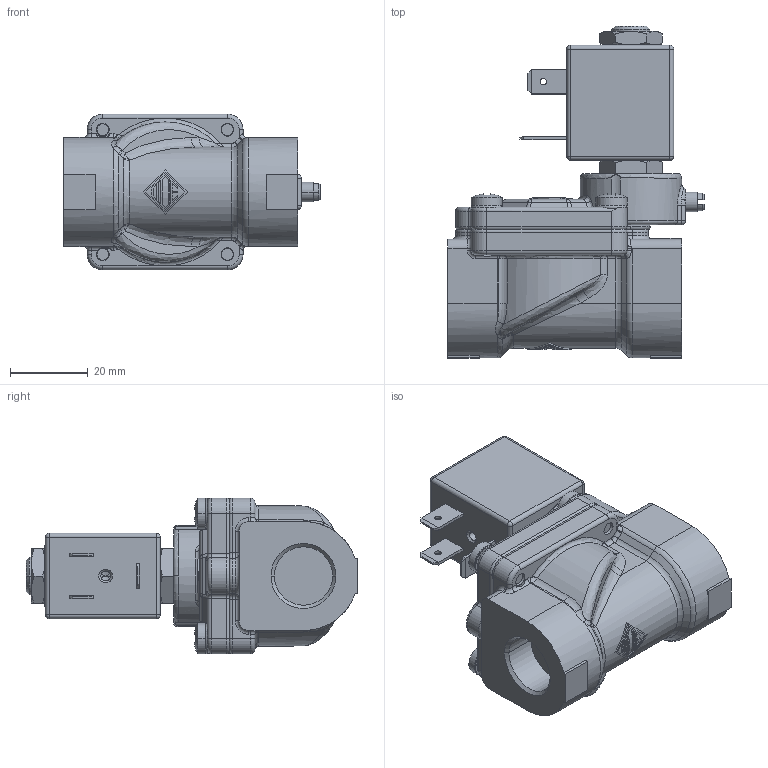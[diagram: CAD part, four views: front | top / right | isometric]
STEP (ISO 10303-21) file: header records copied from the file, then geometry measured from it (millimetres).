
FILE_DESCRIPTION((''),'2;1');
FILE_NAME('21WA3R0B130_M_LBA_INGOMBRO_ASM','2009-07-09T',('romeri'),('O.D.E.'),'PRO/ENGINEER BY PARAMETRIC TECHNOLOGY CORPORATION, 2005450','PRO/ENGINEER BY PARAMETRIC TECHNOLOGY CORPORATION, 2005450','');
FILE_SCHEMA(('CONFIG_CONTROL_DESIGN'));
Length unit declared in the file: millimetre
Products named in the file (9): 450WA3_INGOMBRO; 452181_INGOMBRO; 452062_INGOMBRO; BOBINA_5_W_INGOMBRO; 452571; 450146; 990445; 450576_INGOMBRO; 21WA3R0B130_M_LBA_INGOMBRO_ASM
Assembly tree (11 placements, depth 2):
  21WA3R0B130_M_LBA_INGOMBRO_ASM
    450WA3_INGOMBRO
    452181_INGOMBRO
    452062_INGOMBRO
    BOBINA_5_W_INGOMBRO
    452571
    450146
    990445  x4
    450576_INGOMBRO
Bounding box: 65.8 x 85.25 x 40 mm (x, y, z)
Volume: 76036.5 mm3; surface area: 29576.7 mm2
Topology: 11 solids, 17 shells, 893 faces, 2100 edges, 1272 vertices
Faces by surface type: plane 357, cylinder 250, torus 112, bspline 80, cone 58, sphere 36
Entity records: 36595 total; most frequent: CARTESIAN_POINT 7836, DIRECTION 3882, ORIENTED_EDGE 3836, PRESENTATION_STYLE_ASSIGNMENT 2466, EDGE_CURVE 1918, STYLED_ITEM 1849, CURVE_STYLE 1828, AXIS2_PLACEMENT_3D 1524
